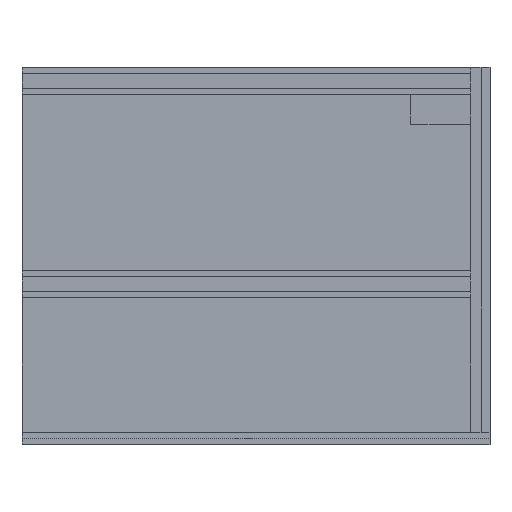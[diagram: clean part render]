
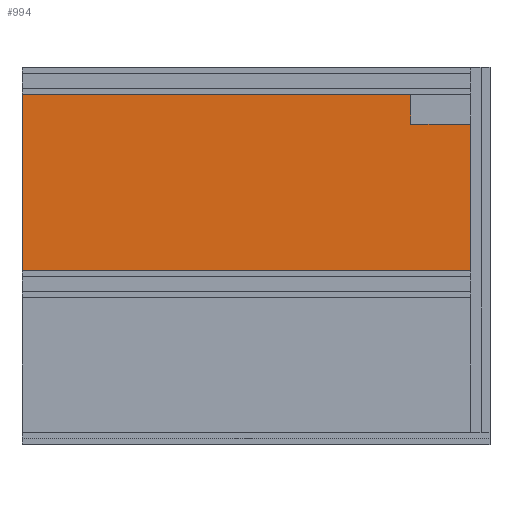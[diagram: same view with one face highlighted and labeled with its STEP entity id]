
A CAD part, front view. The second image highlights one B-rep face of the part: STEP entity #994.
In plain terms, the highlighted planar face has unit normal (0, -1, 0).
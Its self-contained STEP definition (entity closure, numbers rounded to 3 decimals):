
#155=CARTESIAN_POINT('',(-20.,262.,58.));
#156=VERTEX_POINT('',#155);
#163=CARTESIAN_POINT('',(-20.,262.,117.));
#164=VERTEX_POINT('',#163);
#165=CARTESIAN_POINT('',(-20.,262.,117.));
#166=DIRECTION('',(0.,0.,-1.));
#167=VECTOR('',#166,59.);
#168=LINE('',#165,#167);
#169=EDGE_CURVE('',#164,#156,#168,.T.);
#446=CARTESIAN_POINT('',(130.,262.,107.));
#447=VERTEX_POINT('',#446);
#454=CARTESIAN_POINT('',(130.,262.,58.));
#455=VERTEX_POINT('',#454);
#456=CARTESIAN_POINT('',(130.,262.,58.));
#457=DIRECTION('',(0.,0.,1.));
#458=VECTOR('',#457,49.);
#459=LINE('',#456,#458);
#460=EDGE_CURVE('',#455,#447,#459,.T.);
#688=CARTESIAN_POINT('',(110.,262.,117.));
#689=VERTEX_POINT('',#688);
#705=CARTESIAN_POINT('',(110.,262.,117.));
#706=DIRECTION('',(-1.,0.,0.));
#707=VECTOR('',#706,130.);
#708=LINE('',#705,#707);
#709=EDGE_CURVE('',#689,#164,#708,.T.);
#964=CARTESIAN_POINT('',(66.,262.,100.));
#965=DIRECTION('',(-0.,1.,0.));
#966=DIRECTION('',(-1.,-0.,0.));
#967=AXIS2_PLACEMENT_3D('',#964,#965,#966);
#968=PLANE('',#967);
#969=CARTESIAN_POINT('',(130.,262.,58.));
#970=DIRECTION('',(-1.,0.,0.));
#971=VECTOR('',#970,150.);
#972=LINE('',#969,#971);
#973=EDGE_CURVE('',#455,#156,#972,.T.);
#974=ORIENTED_EDGE('',*,*,#973,.F.);
#975=ORIENTED_EDGE('',*,*,#460,.T.);
#976=CARTESIAN_POINT('',(110.,262.,107.));
#977=VERTEX_POINT('',#976);
#978=CARTESIAN_POINT('',(130.,262.,107.));
#979=DIRECTION('',(-1.,0.,0.));
#980=VECTOR('',#979,20.);
#981=LINE('',#978,#980);
#982=EDGE_CURVE('',#447,#977,#981,.T.);
#983=ORIENTED_EDGE('',*,*,#982,.T.);
#984=CARTESIAN_POINT('',(110.,262.,107.));
#985=DIRECTION('',(0.,0.,1.));
#986=VECTOR('',#985,10.);
#987=LINE('',#984,#986);
#988=EDGE_CURVE('',#977,#689,#987,.T.);
#989=ORIENTED_EDGE('',*,*,#988,.T.);
#990=ORIENTED_EDGE('',*,*,#709,.T.);
#991=ORIENTED_EDGE('',*,*,#169,.T.);
#992=EDGE_LOOP('',(#974,#975,#983,#989,#990,#991));
#993=FACE_BOUND('',#992,.T.);
#994=ADVANCED_FACE('',(#993),#968,.F.);
